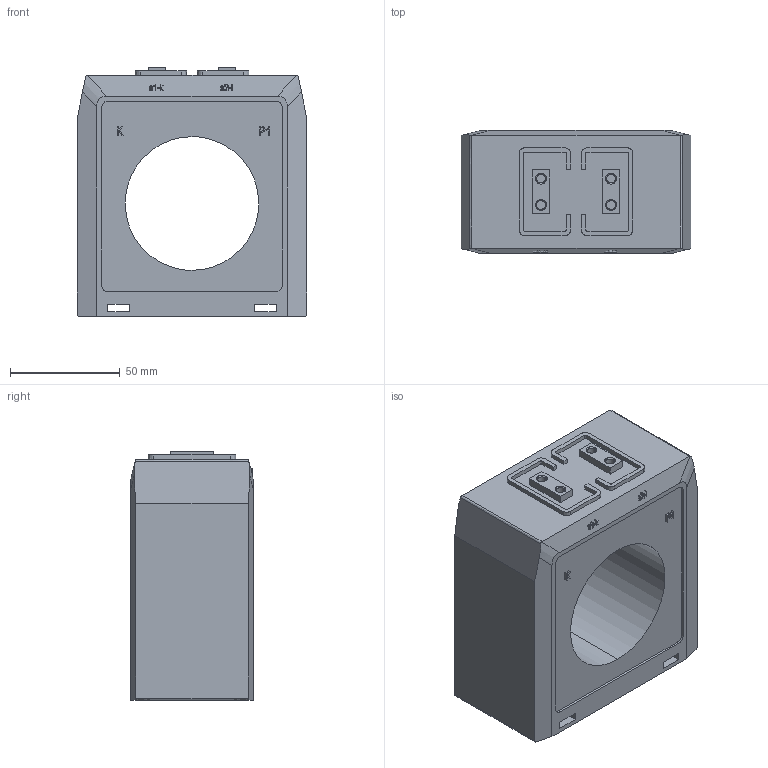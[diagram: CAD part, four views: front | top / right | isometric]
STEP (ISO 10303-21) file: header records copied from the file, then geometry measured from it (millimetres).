
FILE_DESCRIPTION(/* description */ (''),/* implementation_level */ '2;1');
FILE_NAME(/* name */ 'TAT060',/* time_stamp */ '2011-05-31T18:08:47+02:00',/* author */ (''),/* organization */ (''),/* preprocessor_version */ 'ST-DEVELOPER v8',/* originating_system */ '',/* authorisation */ '');
FILE_SCHEMA (('CONFIG_CONTROL_DESIGN'));
Length unit declared in the file: millimetre
Products named in the file (1): 1
Bounding box: 105 x 56 x 113.5 mm (x, y, z)
Volume: 1724.4 mm3; surface area: 56130 mm2
Topology: 15 solids, 16 shells, 216 faces, 546 edges, 360 vertices
Faces by surface type: bspline 216
Entity records: 8351 total; most frequent: CARTESIAN_POINT 4889, ORIENTED_EDGE 1076, EDGE_CURVE 546, B_SPLINE_CURVE_WITH_KNOTS 510, VERTEX_POINT 361, EDGE_LOOP 234, ADVANCED_FACE 216, FACE_OUTER_BOUND 216
